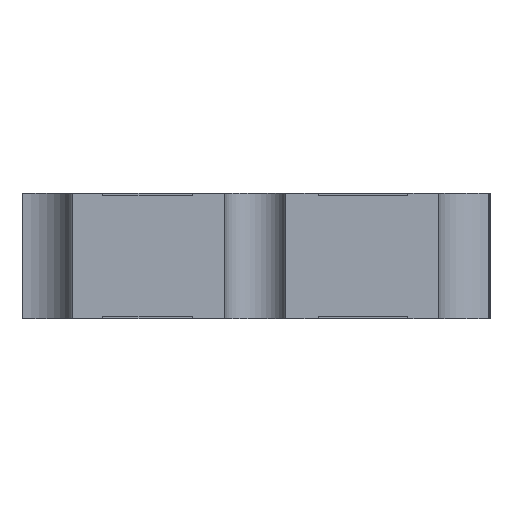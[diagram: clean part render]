
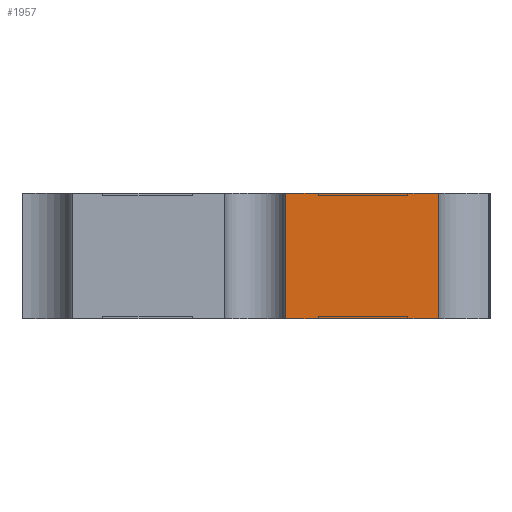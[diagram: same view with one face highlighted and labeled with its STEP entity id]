
A CAD part, left-side view. The second image highlights one B-rep face of the part: STEP entity #1957.
In plain terms, the highlighted planar face has unit normal (-1, 0.002, 0).
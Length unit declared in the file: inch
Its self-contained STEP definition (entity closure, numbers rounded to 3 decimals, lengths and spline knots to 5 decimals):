
#193 = CARTESIAN_POINT ( 'NONE',  ( -0.10134, -0.0504, 0.035 ) ) ;
#404 = LINE ( 'NONE', #12917, #9074 ) ;
#481 = ORIENTED_EDGE ( 'NONE', *, *, #7593, .T. ) ;
#624 = LINE ( 'NONE', #4794, #11032 ) ;
#800 = DIRECTION ( 'NONE',  ( -0.002, -1., 0. ) ) ;
#866 = EDGE_LOOP ( 'NONE', ( #4220, #10749, #481, #1111, #6404, #7921, #11851, #2553 ) ) ;
#891 = DIRECTION ( 'NONE',  ( 0.002, 1., 0. ) ) ;
#1111 = ORIENTED_EDGE ( 'NONE', *, *, #11842, .F. ) ;
#1244 = VERTEX_POINT ( 'NONE', #193 ) ;
#1715 = DIRECTION ( 'NONE',  ( 0.002, 1., 0. ) ) ;
#1893 = VERTEX_POINT ( 'NONE', #11949 ) ;
#1957 = ADVANCED_FACE ( 'NONE', ( #13366 ), #9348, .F. ) ;
#2242 = AXIS2_PLACEMENT_3D ( 'NONE', #5022, #10363, #12341 ) ;
#2413 = CARTESIAN_POINT ( 'NONE',  ( -0.10132, -0.0419, 0. ) ) ;
#2553 = ORIENTED_EDGE ( 'NONE', *, *, #12476, .F. ) ;
#2949 = VECTOR ( 'NONE', #800, 39.37008 ) ;
#2962 = CARTESIAN_POINT ( 'NONE',  ( -0.10132, -0.0419, 0.035 ) ) ;
#3216 = VECTOR ( 'NONE', #8378, 39.37008 ) ;
#3232 = VERTEX_POINT ( 'NONE', #9470 ) ;
#4220 = ORIENTED_EDGE ( 'NONE', *, *, #4864, .T. ) ;
#4671 = VERTEX_POINT ( 'NONE', #2413 ) ;
#4794 = CARTESIAN_POINT ( 'NONE',  ( -0.10124, 0.00019, 0. ) ) ;
#4864 = EDGE_CURVE ( 'NONE', #1244, #9058, #12604, .T. ) ;
#5022 = CARTESIAN_POINT ( 'NONE',  ( -21.95966, -11509.86487, 0.27746 ) ) ;
#5372 = VECTOR ( 'NONE', #12411, 39.37008 ) ;
#5929 = VERTEX_POINT ( 'NONE', #8524 ) ;
#6109 = CARTESIAN_POINT ( 'NONE',  ( -0.10126, -0.0079, 0.0746 ) ) ;
#6176 = CARTESIAN_POINT ( 'NONE',  ( -0.10124, 0.00019, 0. ) ) ;
#6404 = ORIENTED_EDGE ( 'NONE', *, *, #9415, .F. ) ;
#6416 = EDGE_CURVE ( 'NONE', #3232, #4671, #12112, .T. ) ;
#6432 = VECTOR ( 'NONE', #11322, 39.37008 ) ;
#6677 = VECTOR ( 'NONE', #6971, 39.37008 ) ;
#6971 = DIRECTION ( 'NONE',  ( 0.002, 1., 0. ) ) ;
#7593 = EDGE_CURVE ( 'NONE', #7998, #9880, #9676, .T. ) ;
#7803 = CARTESIAN_POINT ( 'NONE',  ( -0.10124, 0.00019, 0. ) ) ;
#7921 = ORIENTED_EDGE ( 'NONE', *, *, #9011, .F. ) ;
#7998 = VERTEX_POINT ( 'NONE', #11593 ) ;
#8203 = CARTESIAN_POINT ( 'NONE',  ( -0.10126, -0.0079, 0.035 ) ) ;
#8378 = DIRECTION ( 'NONE',  ( 0.002, 1., 0. ) ) ;
#8524 = CARTESIAN_POINT ( 'NONE',  ( -0.10126, -0.0079, 0. ) ) ;
#9011 = EDGE_CURVE ( 'NONE', #4671, #1893, #13360, .T. ) ;
#9058 = VERTEX_POINT ( 'NONE', #2962 ) ;
#9074 = VECTOR ( 'NONE', #12982, 39.37008 ) ;
#9348 = PLANE ( 'NONE',  #2242 ) ;
#9415 = EDGE_CURVE ( 'NONE', #1893, #5929, #624, .T. ) ;
#9470 = CARTESIAN_POINT ( 'NONE',  ( -0.10134, -0.0504, 0. ) ) ;
#9676 = LINE ( 'NONE', #10512, #3216 ) ;
#9880 = VERTEX_POINT ( 'NONE', #8203 ) ;
#10117 = LINE ( 'NONE', #11003, #2949 ) ;
#10363 = DIRECTION ( 'NONE',  ( 1., -0.002, 0. ) ) ;
#10512 = CARTESIAN_POINT ( 'NONE',  ( -0.10124, 0.00019, 0.035 ) ) ;
#10749 = ORIENTED_EDGE ( 'NONE', *, *, #12536, .F. ) ;
#10997 = VECTOR ( 'NONE', #891, 39.37008 ) ;
#11003 = CARTESIAN_POINT ( 'NONE',  ( -21.95966, -11509.86487, 0.035 ) ) ;
#11032 = VECTOR ( 'NONE', #1715, 39.37008 ) ;
#11322 = DIRECTION ( 'NONE',  ( 0., 0., 1. ) ) ;
#11593 = CARTESIAN_POINT ( 'NONE',  ( -0.10128, -0.0169, 0.035 ) ) ;
#11842 = EDGE_CURVE ( 'NONE', #5929, #9880, #13227, .T. ) ;
#11851 = ORIENTED_EDGE ( 'NONE', *, *, #6416, .F. ) ;
#11949 = CARTESIAN_POINT ( 'NONE',  ( -0.10128, -0.0169, 0. ) ) ;
#12112 = LINE ( 'NONE', #7803, #6677 ) ;
#12341 = DIRECTION ( 'NONE',  ( 0.002, 1., 0. ) ) ;
#12411 = DIRECTION ( 'NONE',  ( 0.002, 1., 0. ) ) ;
#12476 = EDGE_CURVE ( 'NONE', #1244, #3232, #404, .T. ) ;
#12536 = EDGE_CURVE ( 'NONE', #7998, #9058, #10117, .T. ) ;
#12604 = LINE ( 'NONE', #13350, #10997 ) ;
#12917 = CARTESIAN_POINT ( 'NONE',  ( -0.10134, -0.0504, 0.0746 ) ) ;
#12982 = DIRECTION ( 'NONE',  ( 0., 0., -1. ) ) ;
#13227 = LINE ( 'NONE', #6109, #6432 ) ;
#13350 = CARTESIAN_POINT ( 'NONE',  ( -0.10124, 0.00019, 0.035 ) ) ;
#13360 = LINE ( 'NONE', #6176, #5372 ) ;
#13366 = FACE_OUTER_BOUND ( 'NONE', #866, .T. ) ;
